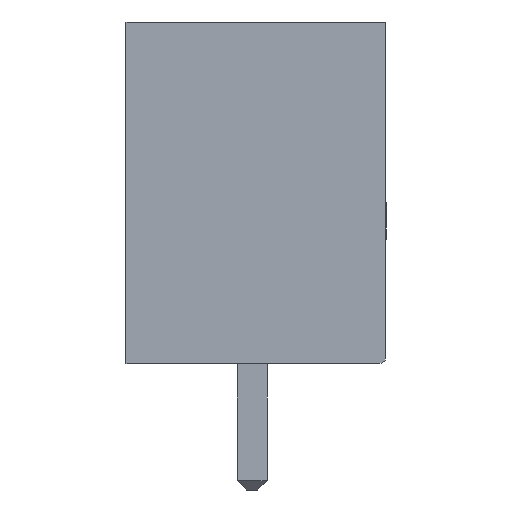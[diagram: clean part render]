
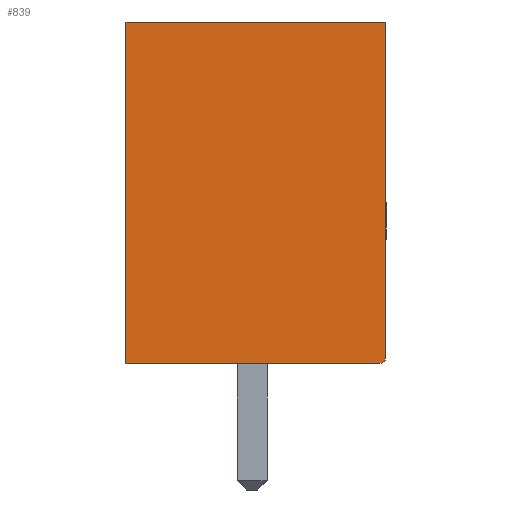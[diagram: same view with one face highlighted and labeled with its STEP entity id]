
A CAD part, left-side view. The second image highlights one B-rep face of the part: STEP entity #839.
In plain terms, the highlighted planar face has unit normal (-1, 0, 0).
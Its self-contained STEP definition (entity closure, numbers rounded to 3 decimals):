
#155 = LINE ( 'NONE', #6825, #9548 ) ;
#501 = VERTEX_POINT ( 'NONE', #15498 ) ;
#839 = ADVANCED_FACE ( 'NONE', ( #10700 ), #3793, .F. ) ;
#1344 = EDGE_LOOP ( 'NONE', ( #5303, #21022, #8597, #8561, #12721 ) ) ;
#1783 = AXIS2_PLACEMENT_3D ( 'NONE', #20636, #5433, #7409 ) ;
#1981 = CARTESIAN_POINT ( 'NONE',  ( -35.8, -7., 0. ) ) ;
#2119 = DIRECTION ( 'NONE',  ( 0., 0., -1. ) ) ;
#2863 = CIRCLE ( 'NONE', #1783, 0.2 ) ;
#3422 = EDGE_CURVE ( 'NONE', #501, #18881, #155, .T. ) ;
#3793 = PLANE ( 'NONE',  #14668 ) ;
#5303 = ORIENTED_EDGE ( 'NONE', *, *, #11256, .T. ) ;
#5433 = DIRECTION ( 'NONE',  ( -1., 0., 0. ) ) ;
#5744 = VERTEX_POINT ( 'NONE', #7155 ) ;
#6135 = VECTOR ( 'NONE', #15432, 1000. ) ;
#6264 = CARTESIAN_POINT ( 'NONE',  ( -35.8, 0., 9.2 ) ) ;
#6825 = CARTESIAN_POINT ( 'NONE',  ( -35.8, -7., 9.2 ) ) ;
#6912 = EDGE_CURVE ( 'NONE', #18157, #501, #10687, .T. ) ;
#7155 = CARTESIAN_POINT ( 'NONE',  ( -35.8, -6.8, 0. ) ) ;
#7409 = DIRECTION ( 'NONE',  ( 0., 0., -1. ) ) ;
#7918 = CARTESIAN_POINT ( 'NONE',  ( -35.8, 0., 9.2 ) ) ;
#8561 = ORIENTED_EDGE ( 'NONE', *, *, #6912, .F. ) ;
#8597 = ORIENTED_EDGE ( 'NONE', *, *, #3422, .F. ) ;
#9052 = CARTESIAN_POINT ( 'NONE',  ( -35.8, -7., 9.2 ) ) ;
#9161 = DIRECTION ( 'NONE',  ( 0., -1., 0. ) ) ;
#9280 = CARTESIAN_POINT ( 'NONE',  ( -35.8, -7., 9.2 ) ) ;
#9319 = EDGE_CURVE ( 'NONE', #18157, #11790, #14870, .T. ) ;
#9548 = VECTOR ( 'NONE', #2119, 1000. ) ;
#9719 = CARTESIAN_POINT ( 'NONE',  ( -35.8, 0., 0. ) ) ;
#10107 = CARTESIAN_POINT ( 'NONE',  ( -35.8, -7., 0.2 ) ) ;
#10687 = LINE ( 'NONE', #9052, #10916 ) ;
#10700 = FACE_OUTER_BOUND ( 'NONE', #1344, .T. ) ;
#10916 = VECTOR ( 'NONE', #9161, 1000. ) ;
#11256 = EDGE_CURVE ( 'NONE', #11790, #5744, #12184, .T. ) ;
#11790 = VERTEX_POINT ( 'NONE', #9719 ) ;
#12184 = LINE ( 'NONE', #1981, #6135 ) ;
#12721 = ORIENTED_EDGE ( 'NONE', *, *, #9319, .T. ) ;
#14668 = AXIS2_PLACEMENT_3D ( 'NONE', #9280, #15923, #16257 ) ;
#14870 = LINE ( 'NONE', #6264, #17267 ) ;
#15432 = DIRECTION ( 'NONE',  ( 0., -1., 0. ) ) ;
#15498 = CARTESIAN_POINT ( 'NONE',  ( -35.8, -7., 9.2 ) ) ;
#15923 = DIRECTION ( 'NONE',  ( 1., 0., 0. ) ) ;
#16257 = DIRECTION ( 'NONE',  ( 0., 0., -1. ) ) ;
#17267 = VECTOR ( 'NONE', #17949, 1000. ) ;
#17949 = DIRECTION ( 'NONE',  ( 0., 0., -1. ) ) ;
#18157 = VERTEX_POINT ( 'NONE', #7918 ) ;
#18881 = VERTEX_POINT ( 'NONE', #10107 ) ;
#20636 = CARTESIAN_POINT ( 'NONE',  ( -35.8, -6.8, 0.2 ) ) ;
#20750 = EDGE_CURVE ( 'NONE', #5744, #18881, #2863, .T. ) ;
#21022 = ORIENTED_EDGE ( 'NONE', *, *, #20750, .T. ) ;
